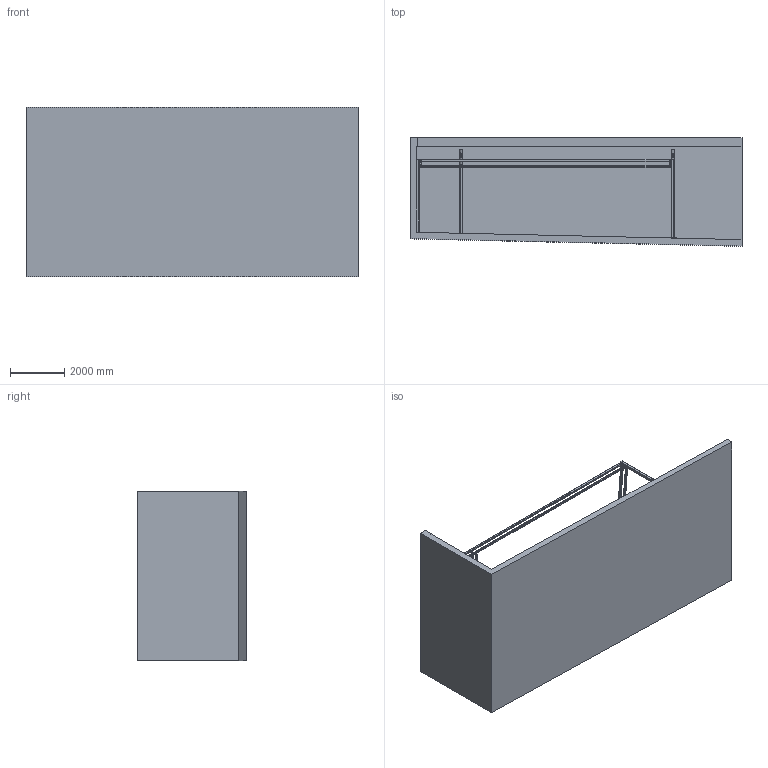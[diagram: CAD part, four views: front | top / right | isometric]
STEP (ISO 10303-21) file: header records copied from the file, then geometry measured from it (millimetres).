
FILE_DESCRIPTION(/* description */ (''),/* implementation_level */ '2;1');
FILE_NAME(/* name */ 'Assambly.stp',/* time_stamp */ '2025-06-12T16:10:57+02:00',/* author */ ('Cordi'),/* organization */ (''),/* preprocessor_version */ 'ST-DEVELOPER v20.1',/* originating_system */ 'Autodesk Inventor 2026',/* authorisation */ '');
FILE_SCHEMA (('AUTOMOTIVE_DESIGN { 1 0 10303 214 3 1 1 }'));
Length unit declared in the file: millimetre
Products named in the file (17): Assambly; skele base; Assambly_Frame_0001; Skeleton 1749715189526; ISO 10799-2 - 100x100x6 - 2686.04; ISO 10799-2 - 100x100x6 - 2895.58; ISO 10799-2 - 100x100x6 - 3251.78; ISO 10799-2 - 100x100x6 - 3076.03; ISO 10799-2 - 60x60x3 - 9120; ISO 10799-2 - 60x60x3 - 4437.22; ISO 10799-2 - 60x60x3 - 4437.22_1; ISO 10799-2 - 80x60x3 - 9120; ISO 10799-2 - 80x60x3 - 4438.74; ISO 10799-2 - 80x60x3 - 4438.74_1; 300x150x8 Plate; 300x300x8 Plate; Flanges
Assembly tree (27 placements, depth 3):
  Assambly
    skele base
    Assambly_Frame_0001
      Skeleton 1749715189526
      ISO 10799-2 - 100x100x6 - 2686.04
      ISO 10799-2 - 100x100x6 - 2895.58
      ISO 10799-2 - 100x100x6 - 3251.78
      ISO 10799-2 - 100x100x6 - 3076.03
      ISO 10799-2 - 60x60x3 - 9120
      ISO 10799-2 - 60x60x3 - 4437.22
      ISO 10799-2 - 60x60x3 - 4437.22_1
      ISO 10799-2 - 80x60x3 - 9120
      ISO 10799-2 - 80x60x3 - 4438.74
      ISO 10799-2 - 80x60x3 - 4438.74_1
    300x150x8 Plate  x3
    300x300x8 Plate
    Flanges  x10
Bounding box: 12240 x 4000.33 x 6240 mm (x, y, z)
Volume: 34222610696 mm3; surface area: 322305934.8 mm2
Topology: 35 solids, 35 shells, 613 faces, 1629 edges, 1086 vertices
Faces by surface type: plane 376, cylinder 237
Full cylindrical faces by diameter (mm): 12 x21
Entity records: 8929 total; most frequent: DIRECTION 1517, CARTESIAN_POINT 1449, ORIENTED_EDGE 1374, EDGE_CURVE 687, AXIS2_PLACEMENT_3D 526, LINE 465, VECTOR 465, VERTEX_POINT 458
